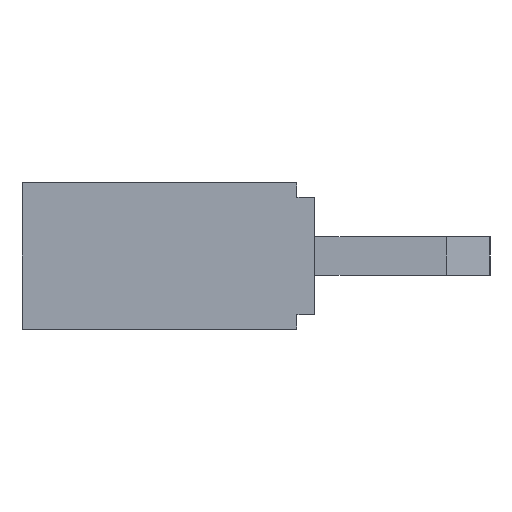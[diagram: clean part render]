
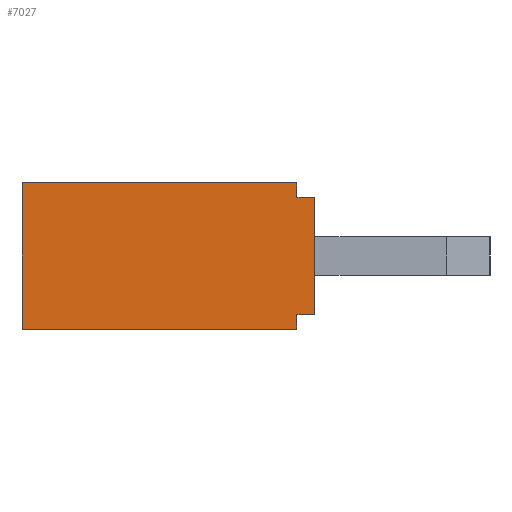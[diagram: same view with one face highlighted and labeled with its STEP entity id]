
A CAD part, left-side view. The second image highlights one B-rep face of the part: STEP entity #7027.
In plain terms, the highlighted planar face has unit normal (-1, 0, 0).
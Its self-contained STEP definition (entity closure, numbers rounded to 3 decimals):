
#265=FACE_OUTER_BOUND('',#691,.T.);
#691=EDGE_LOOP('',(#4903,#4904,#4905,#4906,#4907,#4908,#4909,#4910));
#1131=LINE('',#9654,#2101);
#1135=LINE('',#9659,#2105);
#1352=LINE('',#10116,#2322);
#1353=LINE('',#10118,#2323);
#1354=LINE('',#10119,#2324);
#1355=LINE('',#10121,#2325);
#1356=LINE('',#10123,#2326);
#1357=LINE('',#10124,#2327);
#2101=VECTOR('',#7858,2.5);
#2105=VECTOR('',#7862,2.5);
#2322=VECTOR('',#8125,0.3);
#2323=VECTOR('',#8126,2.);
#2324=VECTOR('',#8127,0.3);
#2325=VECTOR('',#8128,4.7);
#2326=VECTOR('',#8129,2.5);
#2327=VECTOR('',#8130,4.7);
#3065=VERTEX_POINT('',#9646);
#3068=VERTEX_POINT('',#9651);
#3069=VERTEX_POINT('',#9653);
#3070=VERTEX_POINT('',#9657);
#3287=VERTEX_POINT('',#10115);
#3288=VERTEX_POINT('',#10117);
#3289=VERTEX_POINT('',#10120);
#3290=VERTEX_POINT('',#10122);
#3703=EDGE_CURVE('',#3069,#3068,#1131,.T.);
#3707=EDGE_CURVE('',#3065,#3070,#1135,.T.);
#3924=EDGE_CURVE('',#3068,#3287,#1352,.T.);
#3925=EDGE_CURVE('',#3287,#3288,#1353,.T.);
#3926=EDGE_CURVE('',#3288,#3065,#1354,.T.);
#3927=EDGE_CURVE('',#3289,#3070,#1355,.T.);
#3928=EDGE_CURVE('',#3290,#3289,#1356,.T.);
#3929=EDGE_CURVE('',#3069,#3290,#1357,.T.);
#4903=ORIENTED_EDGE('',*,*,#3703,.T.);
#4904=ORIENTED_EDGE('',*,*,#3924,.T.);
#4905=ORIENTED_EDGE('',*,*,#3925,.T.);
#4906=ORIENTED_EDGE('',*,*,#3926,.T.);
#4907=ORIENTED_EDGE('',*,*,#3707,.T.);
#4908=ORIENTED_EDGE('',*,*,#3927,.F.);
#4909=ORIENTED_EDGE('',*,*,#3928,.F.);
#4910=ORIENTED_EDGE('',*,*,#3929,.F.);
#6622=PLANE('',#7447);
#7027=ADVANCED_FACE('',(#265),#6622,.F.);
#7447=AXIS2_PLACEMENT_3D('',#10114,#8123,#8124);
#7858=DIRECTION('',(0.,0.,1.));
#7862=DIRECTION('',(0.,0.,1.));
#8123=DIRECTION('center_axis',(1.,0.,0.));
#8124=DIRECTION('ref_axis',(0.,0.,-1.));
#8125=DIRECTION('',(0.,-1.,0.));
#8126=DIRECTION('',(0.,0.,1.));
#8127=DIRECTION('',(0.,1.,0.));
#8128=DIRECTION('',(0.,-1.,0.));
#8129=DIRECTION('',(0.,0.,1.));
#8130=DIRECTION('',(0.,1.,0.));
#9646=CARTESIAN_POINT('',(-25.65,0.3,1.));
#9651=CARTESIAN_POINT('',(-25.65,0.3,-1.));
#9653=CARTESIAN_POINT('',(-25.65,0.3,-1.25));
#9654=CARTESIAN_POINT('',(-25.65,0.3,-1.25));
#9657=CARTESIAN_POINT('',(-25.65,0.3,1.25));
#9659=CARTESIAN_POINT('',(-25.65,0.3,-1.25));
#10114=CARTESIAN_POINT('Origin',(-25.65,0.,0.));
#10115=CARTESIAN_POINT('',(-25.65,0.,-1.));
#10116=CARTESIAN_POINT('',(-25.65,0.,-1.));
#10117=CARTESIAN_POINT('',(-25.65,0.,1.));
#10118=CARTESIAN_POINT('',(-25.65,0.,1.));
#10119=CARTESIAN_POINT('',(-25.65,0.3,1.));
#10120=CARTESIAN_POINT('',(-25.65,5.,1.25));
#10121=CARTESIAN_POINT('',(-25.65,5.,1.25));
#10122=CARTESIAN_POINT('',(-25.65,5.,-1.25));
#10123=CARTESIAN_POINT('',(-25.65,5.,-1.25));
#10124=CARTESIAN_POINT('',(-25.65,0.3,-1.25));
